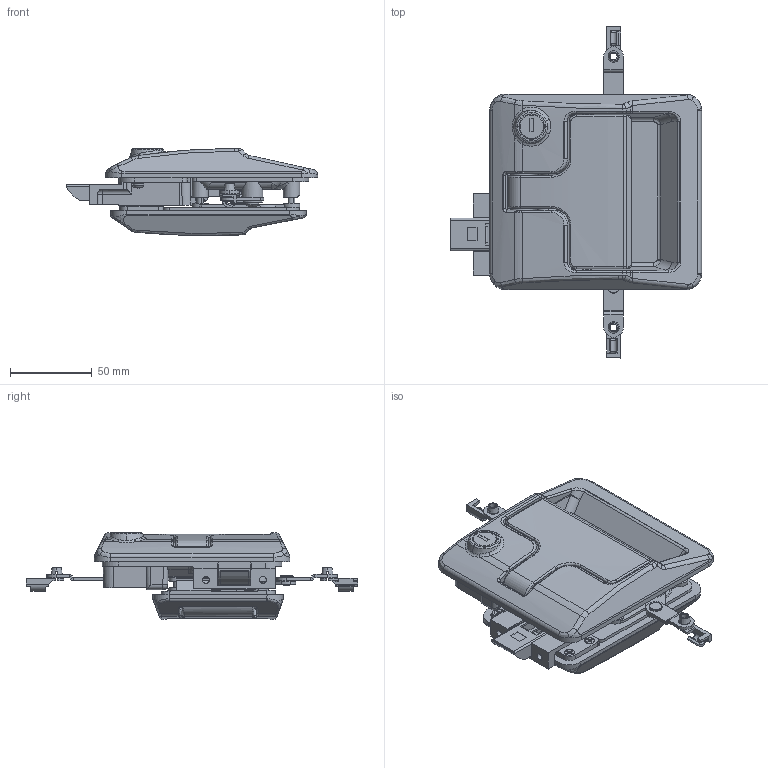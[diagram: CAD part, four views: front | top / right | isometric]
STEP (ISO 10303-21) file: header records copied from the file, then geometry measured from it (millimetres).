
FILE_DESCRIPTION (( 'STEP AP203' ), '1' );
FILE_NAME ('A-884-A-2.STEP', '2020-10-19T00:24:16', ( '' ), ( '' ), 'SwSTEP 2.0', 'SolidWorks 2018', '' );
FILE_SCHEMA (( 'CONFIG_CONTROL_DESIGN' ));
Length unit declared in the file: millimetre
Products named in the file (31): A-884_アームL_; A-884_ラッチケースアッシー(板金2)_; A-160-2-1_十字穴付小ねじ_内径基準ver1.02_M5x20十字穴付トラス小ねじ(SUS); A-884_カバーA_; A-884-D-2_; A-884-A-2_歯付座金外歯形ver1.00_M5外歯形歯付座金(SUS); A-884_カム_; A-884_ハンドル__; A-884_儔僢僠働乕僗ASSY_; A-884-A-2_十字穴付小ねじ_内径基準ver1.02_M4x8十字穴付トラス小ねじ(SUS); A-884_T230__R200-4; A-884-A-2_十字穴付皿小ねじ_内径基準ver1.02_M4x6十字穴付皿小ねじ(SUS); A-884_僕儑僀儞僩僾儗乕僩R_; A-884_ラッチケースアッシー(樹脂)_; A-884_ナイロンワッシャー_; A-884_アームR_; A-884_シャフト_; A-884-A-2; A-884_レバー_; A-884_僕儑僀儞僩僾儗乕僩L_; A-884_シャフトA_; A-884-A-2_十字穴付小ねじ_内径基準ver1.02_M4x10十字穴付なべ小ねじ(SUS)SWシングルセムス(P2); A-884_ケースA_; A-884_ラッチプレート_; A-884_カバー_; A-884_ラッチピン_; A-884_ばね座金ver1.0_M4ばね座金(SUS); A-884_ケースC_; A-884_リンケージブッシュ(t=2.0用)_; A-884_ワッシャー_; A-884_ジョイントピン_
Assembly tree (47 placements, depth 3):
  A-884-A-2
    A-884_ケースA_
    A-884_カバーA_
    A-884_儔僢僠働乕僗ASSY_
      A-884_ラッチケースアッシー(板金2)_
      A-884_ラッチケースアッシー(樹脂)_
    A-884_カム_
    A-884_シャフトA_
    A-884_ラッチピン_
    A-884_ジョイントピン_  x2
    A-884_ラッチプレート_
    A-884_アームL_
    A-884_アームR_
    A-884_僕儑僀儞僩僾儗乕僩L_
    A-884_僕儑僀儞僩僾儗乕僩R_
    A-884_T230__R200-4
    A-884_ナイロンワッシャー_  x2
    A-884_ワッシャー_  x2
    A-884_リンケージブッシュ(t=2.0用)_  x2
    A-884-D-2_
      A-884_ケースC_
      A-884_カバー_
      A-884_レバー_
      A-884_シャフト_
      A-884-A-2_十字穴付皿小ねじ_内径基準ver1.02_M4x6十字穴付皿小ねじ(SUS)  x4
      A-884_カム_
      A-160-2-1_十字穴付小ねじ_内径基準ver1.02_M5x20十字穴付トラス小ねじ(SUS)  x4
      A-884-A-2_歯付座金外歯形ver1.00_M5外歯形歯付座金(SUS)  x4
    A-884-A-2_十字穴付小ねじ_内径基準ver1.02_M4x10十字穴付なべ小ねじ(SUS)SWシングルセムス(P2)  x2
    A-884_ばね座金ver1.0_M4ばね座金(SUS)  x2
    A-884-A-2_十字穴付小ねじ_内径基準ver1.02_M4x8十字穴付トラス小ねじ(SUS)  x2
    A-884_ハンドル__
Bounding box: 154.03 x 203.5 x 53.47 mm (x, y, z)
Volume: 280385.7 mm3; surface area: 145747.2 mm2
Topology: 45 solids, 45 shells, 2534 faces, 6470 edges, 4044 vertices
Faces by surface type: plane 1124, cylinder 803, bspline 449, cone 78, torus 42, sphere 38
Entity records: 70814 total; most frequent: CARTESIAN_POINT 24137, ORIENTED_EDGE 9618, DIRECTION 8247, EDGE_CURVE 4809, VERTEX_POINT 3010, AXIS2_PLACEMENT_3D 2880, LINE 2487, VECTOR 2487
